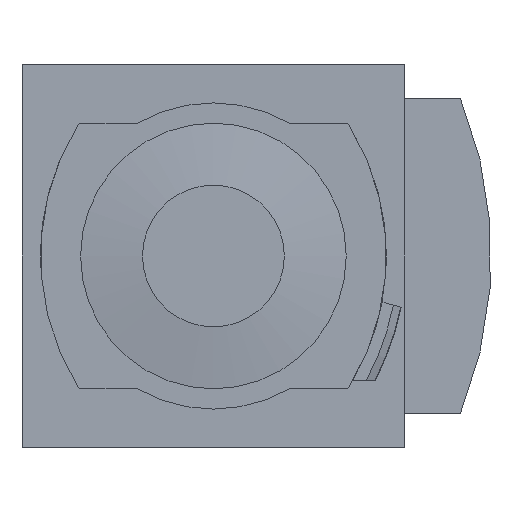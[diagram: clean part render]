
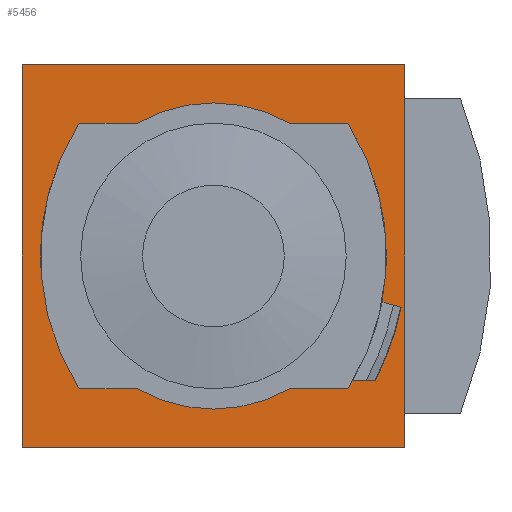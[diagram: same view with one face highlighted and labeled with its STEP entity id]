
A CAD part, front view. The second image highlights one B-rep face of the part: STEP entity #5456.
In plain terms, the highlighted planar face has unit normal (0, -1, 0).
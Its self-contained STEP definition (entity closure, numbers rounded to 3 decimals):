
#103=PLANE('',#5713);
#417=LINE('',#7589,#876);
#418=LINE('',#7592,#877);
#419=LINE('',#7594,#878);
#420=LINE('',#7596,#879);
#421=LINE('',#7597,#880);
#422=LINE('',#7601,#881);
#423=LINE('',#7604,#882);
#424=LINE('',#7608,#883);
#425=LINE('',#7613,#884);
#426=LINE('',#7617,#885);
#876=VECTOR('',#6339,1000.);
#877=VECTOR('',#6340,1000.);
#878=VECTOR('',#6341,1000.);
#879=VECTOR('',#6342,1000.);
#880=VECTOR('',#6343,1000.);
#881=VECTOR('',#6346,1000.);
#882=VECTOR('',#6349,1000.);
#883=VECTOR('',#6352,1000.);
#884=VECTOR('',#6357,1000.);
#885=VECTOR('',#6360,1000.);
#1160=CIRCLE('',#5705,40.);
#1162=CIRCLE('',#5707,40.);
#1166=CIRCLE('',#5712,40.);
#1167=CIRCLE('',#5714,41.2);
#1168=CIRCLE('',#5715,0.5);
#1169=CIRCLE('',#5716,24.8);
#1170=CIRCLE('',#5717,0.5);
#1171=CIRCLE('',#5718,0.5);
#1172=CIRCLE('',#5719,24.8);
#1173=CIRCLE('',#5720,0.5);
#1585=ORIENTED_EDGE('',*,*,#2631,.F.);
#1586=ORIENTED_EDGE('',*,*,#2632,.F.);
#1587=ORIENTED_EDGE('',*,*,#2633,.F.);
#1588=ORIENTED_EDGE('',*,*,#2634,.F.);
#1589=ORIENTED_EDGE('',*,*,#2620,.T.);
#1590=ORIENTED_EDGE('',*,*,#2635,.F.);
#1591=ORIENTED_EDGE('',*,*,#2636,.F.);
#1592=ORIENTED_EDGE('',*,*,#2637,.F.);
#1593=ORIENTED_EDGE('',*,*,#2616,.T.);
#1594=ORIENTED_EDGE('',*,*,#2638,.T.);
#1595=ORIENTED_EDGE('',*,*,#2639,.T.);
#1596=ORIENTED_EDGE('',*,*,#2640,.T.);
#1597=ORIENTED_EDGE('',*,*,#2641,.T.);
#1598=ORIENTED_EDGE('',*,*,#2642,.T.);
#1599=ORIENTED_EDGE('',*,*,#2628,.T.);
#1600=ORIENTED_EDGE('',*,*,#2643,.T.);
#1601=ORIENTED_EDGE('',*,*,#2644,.T.);
#1602=ORIENTED_EDGE('',*,*,#2645,.T.);
#1603=ORIENTED_EDGE('',*,*,#2646,.T.);
#1604=ORIENTED_EDGE('',*,*,#2647,.T.);
#2616=EDGE_CURVE('',#3140,#3139,#1160,.T.);
#2620=EDGE_CURVE('',#3136,#3143,#1162,.T.);
#2628=EDGE_CURVE('',#3148,#3151,#1166,.T.);
#2631=EDGE_CURVE('',#3152,#3153,#417,.T.);
#2632=EDGE_CURVE('',#3154,#3152,#418,.T.);
#2633=EDGE_CURVE('',#3155,#3154,#419,.T.);
#2634=EDGE_CURVE('',#3153,#3155,#420,.T.);
#2635=EDGE_CURVE('',#3156,#3143,#421,.T.);
#2636=EDGE_CURVE('',#3157,#3156,#1167,.F.);
#2637=EDGE_CURVE('',#3140,#3157,#422,.T.);
#2638=EDGE_CURVE('',#3139,#3158,#1168,.T.);
#2639=EDGE_CURVE('',#3158,#3159,#423,.T.);
#2640=EDGE_CURVE('',#3159,#3160,#1169,.T.);
#2641=EDGE_CURVE('',#3160,#3161,#424,.T.);
#2642=EDGE_CURVE('',#3161,#3148,#1170,.T.);
#2643=EDGE_CURVE('',#3151,#3162,#1171,.T.);
#2644=EDGE_CURVE('',#3162,#3163,#425,.T.);
#2645=EDGE_CURVE('',#3163,#3164,#1172,.T.);
#2646=EDGE_CURVE('',#3164,#3165,#426,.T.);
#2647=EDGE_CURVE('',#3165,#3136,#1173,.T.);
#3136=VERTEX_POINT('',#7554);
#3139=VERTEX_POINT('',#7559);
#3140=VERTEX_POINT('',#7561);
#3143=VERTEX_POINT('',#7567);
#3148=VERTEX_POINT('',#7579);
#3151=VERTEX_POINT('',#7584);
#3152=VERTEX_POINT('',#7590);
#3153=VERTEX_POINT('',#7591);
#3154=VERTEX_POINT('',#7593);
#3155=VERTEX_POINT('',#7595);
#3156=VERTEX_POINT('',#7598);
#3157=VERTEX_POINT('',#7600);
#3158=VERTEX_POINT('',#7603);
#3159=VERTEX_POINT('',#7605);
#3160=VERTEX_POINT('',#7607);
#3161=VERTEX_POINT('',#7609);
#3162=VERTEX_POINT('',#7612);
#3163=VERTEX_POINT('',#7614);
#3164=VERTEX_POINT('',#7616);
#3165=VERTEX_POINT('',#7618);
#3437=EDGE_LOOP('',(#1585,#1586,#1587,#1588));
#3438=EDGE_LOOP('',(#1589,#1590,#1591,#1592,#1593,#1594,#1595,#1596,#1597,
#1598,#1599,#1600,#1601,#1602,#1603,#1604));
#3679=FACE_BOUND('',#3437,.T.);
#3680=FACE_BOUND('',#3438,.T.);
#5456=ADVANCED_FACE('',(#3679,#3680),#103,.F.);
#5705=AXIS2_PLACEMENT_3D('',#7560,#6313,#6314);
#5707=AXIS2_PLACEMENT_3D('',#7568,#6319,#6320);
#5712=AXIS2_PLACEMENT_3D('',#7585,#6333,#6334);
#5713=AXIS2_PLACEMENT_3D('',#7588,#6337,#6338);
#5714=AXIS2_PLACEMENT_3D('',#7599,#6344,#6345);
#5715=AXIS2_PLACEMENT_3D('',#7602,#6347,#6348);
#5716=AXIS2_PLACEMENT_3D('',#7606,#6350,#6351);
#5717=AXIS2_PLACEMENT_3D('',#7610,#6353,#6354);
#5718=AXIS2_PLACEMENT_3D('',#7611,#6355,#6356);
#5719=AXIS2_PLACEMENT_3D('',#7615,#6358,#6359);
#5720=AXIS2_PLACEMENT_3D('',#7619,#6361,#6362);
#6313=DIRECTION('',(0.,1.,0.));
#6314=DIRECTION('',(1.,0.,0.));
#6319=DIRECTION('',(0.,1.,0.));
#6320=DIRECTION('',(1.,0.,0.));
#6333=DIRECTION('',(0.,1.,0.));
#6334=DIRECTION('',(1.,0.,0.));
#6337=DIRECTION('',(0.,1.,0.));
#6338=DIRECTION('',(0.,0.,1.));
#6339=DIRECTION('',(-1.,0.,0.));
#6340=DIRECTION('',(0.,0.,-1.));
#6341=DIRECTION('',(1.,0.,0.));
#6342=DIRECTION('',(0.,0.,1.));
#6343=DIRECTION('',(-0.966,0.,0.259));
#6344=DIRECTION('',(0.,1.,0.));
#6345=DIRECTION('',(0.,0.,1.));
#6346=DIRECTION('',(1.,0.,0.));
#6347=DIRECTION('',(0.,1.,0.));
#6348=DIRECTION('',(1.,0.,0.));
#6349=DIRECTION('',(-1.,0.,0.));
#6350=DIRECTION('',(0.,1.,0.));
#6351=DIRECTION('',(1.,0.,0.));
#6352=DIRECTION('',(-1.,0.,0.));
#6353=DIRECTION('',(0.,1.,0.));
#6354=DIRECTION('',(1.,0.,0.));
#6355=DIRECTION('',(0.,1.,0.));
#6356=DIRECTION('',(1.,0.,0.));
#6357=DIRECTION('',(1.,0.,0.));
#6358=DIRECTION('',(0.,1.,0.));
#6359=DIRECTION('',(1.,0.,0.));
#6360=DIRECTION('',(1.,0.,0.));
#6361=DIRECTION('',(0.,1.,0.));
#6362=DIRECTION('',(1.,0.,0.));
#7554=CARTESIAN_POINT('',(21.879,-45.,21.266));
#7559=CARTESIAN_POINT('',(21.879,-45.,-21.266));
#7560=CARTESIAN_POINT('',(-12.,-45.,0.));
#7561=CARTESIAN_POINT('',(22.554,-45.,-20.15));
#7567=CARTESIAN_POINT('',(27.298,-45.,-7.463));
#7568=CARTESIAN_POINT('',(-12.,-45.,0.));
#7579=CARTESIAN_POINT('',(-21.879,-45.,-21.266));
#7584=CARTESIAN_POINT('',(-21.879,-45.,21.266));
#7585=CARTESIAN_POINT('',(12.,-45.,0.));
#7588=CARTESIAN_POINT('',(0.,-45.,0.));
#7589=CARTESIAN_POINT('',(31.,-45.,-31.));
#7590=CARTESIAN_POINT('',(31.,-45.,-31.));
#7591=CARTESIAN_POINT('',(-31.,-45.,-31.));
#7592=CARTESIAN_POINT('',(31.,-45.,31.));
#7593=CARTESIAN_POINT('',(31.,-45.,31.));
#7594=CARTESIAN_POINT('',(-31.,-45.,31.));
#7595=CARTESIAN_POINT('',(-31.,-45.,31.));
#7596=CARTESIAN_POINT('',(-31.,-45.,-31.));
#7597=CARTESIAN_POINT('',(30.42,-45.,-8.3));
#7598=CARTESIAN_POINT('',(28.46,-45.,-7.775));
#7599=CARTESIAN_POINT('',(-12.,-45.,0.));
#7600=CARTESIAN_POINT('',(23.936,-45.,-20.15));
#7601=CARTESIAN_POINT('',(0.,-45.,-20.15));
#7602=CARTESIAN_POINT('',(21.455,-45.,-21.));
#7603=CARTESIAN_POINT('',(21.455,-45.,-21.5));
#7604=CARTESIAN_POINT('',(21.455,-45.,-21.5));
#7605=CARTESIAN_POINT('',(12.361,-45.,-21.5));
#7606=CARTESIAN_POINT('',(0.,-45.,0.));
#7607=CARTESIAN_POINT('',(-12.361,-45.,-21.5));
#7608=CARTESIAN_POINT('',(-12.361,-45.,-21.5));
#7609=CARTESIAN_POINT('',(-21.455,-45.,-21.5));
#7610=CARTESIAN_POINT('',(-21.455,-45.,-21.));
#7611=CARTESIAN_POINT('',(-21.455,-45.,21.));
#7612=CARTESIAN_POINT('',(-21.455,-45.,21.5));
#7613=CARTESIAN_POINT('',(-21.455,-45.,21.5));
#7614=CARTESIAN_POINT('',(-12.361,-45.,21.5));
#7615=CARTESIAN_POINT('',(0.,-45.,0.));
#7616=CARTESIAN_POINT('',(12.361,-45.,21.5));
#7617=CARTESIAN_POINT('',(12.361,-45.,21.5));
#7618=CARTESIAN_POINT('',(21.455,-45.,21.5));
#7619=CARTESIAN_POINT('',(21.455,-45.,21.));
